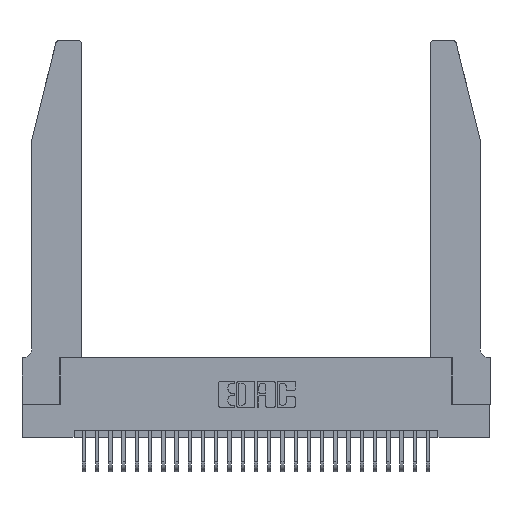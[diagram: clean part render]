
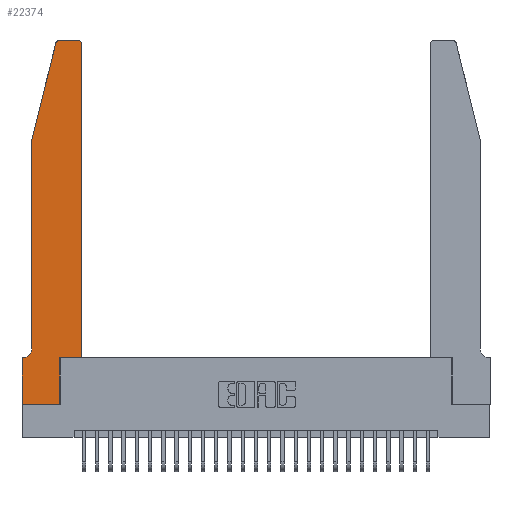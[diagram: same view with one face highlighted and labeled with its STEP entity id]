
A CAD part, top view. The second image highlights one B-rep face of the part: STEP entity #22374.
In plain terms, the highlighted planar face has unit normal (0, 0, 1).
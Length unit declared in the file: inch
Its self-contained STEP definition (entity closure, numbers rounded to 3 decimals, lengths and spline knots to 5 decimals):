
#600 = ORIENTED_EDGE ( 'NONE', *, *, #14111, .T. ) ;
#799 = CARTESIAN_POINT ( 'NONE',  ( 0.4505, 2.72, 0.37 ) ) ;
#932 = CARTESIAN_POINT ( 'NONE',  ( 0.0755, 2., 0.37 ) ) ;
#984 = VERTEX_POINT ( 'NONE', #11961 ) ;
#1058 = DIRECTION ( 'NONE',  ( 0., 0., -1. ) ) ;
#1156 = VERTEX_POINT ( 'NONE', #5512 ) ;
#1706 = DIRECTION ( 'NONE',  ( 0., 1., 0. ) ) ;
#2816 = DIRECTION ( 'NONE',  ( 1., 0., 0. ) ) ;
#2919 = CARTESIAN_POINT ( 'NONE',  ( 0.2865, 0.35, 0.37 ) ) ;
#3361 = VECTOR ( 'NONE', #5320, 39.37008 ) ;
#3792 = FACE_OUTER_BOUND ( 'NONE', #11413, .T. ) ;
#3919 = CIRCLE ( 'NONE', #26286, 0.07 ) ;
#4014 = CARTESIAN_POINT ( 'NONE',  ( 0.4205, 2.72, 0.37 ) ) ;
#4144 = EDGE_CURVE ( 'NONE', #24977, #25134, #11460, .T. ) ;
#4648 = VERTEX_POINT ( 'NONE', #14879 ) ;
#5320 = DIRECTION ( 'NONE',  ( -0.239, -0.971, 0. ) ) ;
#5496 = CARTESIAN_POINT ( 'NONE',  ( 0.284, 2.72, 0.37 ) ) ;
#5512 = CARTESIAN_POINT ( 'NONE',  ( 0., 0., 0.37 ) ) ;
#5814 = CARTESIAN_POINT ( 'NONE',  ( 0.0055, 0.42, 0.37 ) ) ;
#5904 = EDGE_CURVE ( 'NONE', #25134, #12637, #21403, .T. ) ;
#6201 = CARTESIAN_POINT ( 'NONE',  ( 0.4505, 0.35, 0.37 ) ) ;
#6393 = ORIENTED_EDGE ( 'NONE', *, *, #7581, .T. ) ;
#6405 = DIRECTION ( 'NONE',  ( 0., 0., 1. ) ) ;
#7205 = PLANE ( 'NONE',  #13936 ) ;
#7303 = CARTESIAN_POINT ( 'NONE',  ( 0., 0.35, 0.37 ) ) ;
#7420 = EDGE_CURVE ( 'NONE', #12637, #18074, #24844, .T. ) ;
#7581 = EDGE_CURVE ( 'NONE', #28374, #1156, #27346, .T. ) ;
#7674 = CARTESIAN_POINT ( 'NONE',  ( 0., 0.35, 0.37 ) ) ;
#7762 = DIRECTION ( 'NONE',  ( 1., 0., 0. ) ) ;
#7971 = CARTESIAN_POINT ( 'NONE',  ( 0.0755, 2., 0.37 ) ) ;
#8825 = CARTESIAN_POINT ( 'NONE',  ( 0.0755, 0.42, 0.37 ) ) ;
#9133 = VERTEX_POINT ( 'NONE', #26370 ) ;
#9164 = VECTOR ( 'NONE', #26636, 39.37008 ) ;
#9370 = LINE ( 'NONE', #10203, #11547 ) ;
#9584 = LINE ( 'NONE', #11522, #26079 ) ;
#9623 = DIRECTION ( 'NONE',  ( 0., 0., 1. ) ) ;
#10113 = CIRCLE ( 'NONE', #23858, 0.03 ) ;
#10203 = CARTESIAN_POINT ( 'NONE',  ( 0.0755, 0.35, 0.37 ) ) ;
#10503 = VERTEX_POINT ( 'NONE', #20055 ) ;
#10552 = DIRECTION ( 'NONE',  ( 1., 0., 0. ) ) ;
#10640 = CARTESIAN_POINT ( 'NONE',  ( 0.4505, 0.35, 0.37 ) ) ;
#10967 = CARTESIAN_POINT ( 'NONE',  ( 0., 0., 0.37 ) ) ;
#11246 = ORIENTED_EDGE ( 'NONE', *, *, #24967, .T. ) ;
#11413 = EDGE_LOOP ( 'NONE', ( #25992, #12542, #11246, #24365, #600, #13224, #6393, #24563, #25254, #22535, #16273, #23970 ) ) ;
#11460 = LINE ( 'NONE', #6201, #25783 ) ;
#11522 = CARTESIAN_POINT ( 'NONE',  ( 0., 0., 0.37 ) ) ;
#11547 = VECTOR ( 'NONE', #26129, 39.37008 ) ;
#11961 = CARTESIAN_POINT ( 'NONE',  ( 0.25487, 2.72718, 0.37 ) ) ;
#12093 = CARTESIAN_POINT ( 'NONE',  ( 0.284, 2.75, 0.37 ) ) ;
#12506 = AXIS2_PLACEMENT_3D ( 'NONE', #4014, #6405, #10552 ) ;
#12542 = ORIENTED_EDGE ( 'NONE', *, *, #18275, .T. ) ;
#12637 = VERTEX_POINT ( 'NONE', #799 ) ;
#12772 = EDGE_CURVE ( 'NONE', #10503, #23920, #28381, .T. ) ;
#12984 = VECTOR ( 'NONE', #21504, 39.37008 ) ;
#13101 = CARTESIAN_POINT ( 'NONE',  ( 0.2865, 0.35, 0.37 ) ) ;
#13224 = ORIENTED_EDGE ( 'NONE', *, *, #18290, .T. ) ;
#13351 = CARTESIAN_POINT ( 'NONE',  ( 0.4205, 2.75, 0.37 ) ) ;
#13936 = AXIS2_PLACEMENT_3D ( 'NONE', #7303, #9623, #2816 ) ;
#14111 = EDGE_CURVE ( 'NONE', #23920, #9133, #3919, .T. ) ;
#14879 = CARTESIAN_POINT ( 'NONE',  ( 0.2865, 0., 0.37 ) ) ;
#15237 = DIRECTION ( 'NONE',  ( 1., 0., 0. ) ) ;
#15894 = EDGE_CURVE ( 'NONE', #4648, #24977, #23203, .T. ) ;
#15963 = VERTEX_POINT ( 'NONE', #12093 ) ;
#16273 = ORIENTED_EDGE ( 'NONE', *, *, #5904, .T. ) ;
#16328 = EDGE_CURVE ( 'NONE', #1156, #4648, #9584, .T. ) ;
#16583 = VECTOR ( 'NONE', #29455, 39.37008 ) ;
#16601 = EDGE_CURVE ( 'NONE', #18074, #15963, #17798, .T. ) ;
#17136 = DIRECTION ( 'NONE',  ( -1., 0., 0. ) ) ;
#17798 = LINE ( 'NONE', #19696, #24240 ) ;
#18074 = VERTEX_POINT ( 'NONE', #13351 ) ;
#18212 = VECTOR ( 'NONE', #1706, 39.37008 ) ;
#18275 = EDGE_CURVE ( 'NONE', #15963, #984, #10113, .T. ) ;
#18290 = EDGE_CURVE ( 'NONE', #9133, #28374, #9370, .T. ) ;
#19397 = DIRECTION ( 'NONE',  ( 0., 0., 1. ) ) ;
#19594 = DIRECTION ( 'NONE',  ( -1., 0., 0. ) ) ;
#19696 = CARTESIAN_POINT ( 'NONE',  ( 0.2605, 2.75, 0.37 ) ) ;
#20055 = CARTESIAN_POINT ( 'NONE',  ( 0.0755, 2., 0.37 ) ) ;
#21403 = LINE ( 'NONE', #10640, #9164 ) ;
#21504 = DIRECTION ( 'NONE',  ( 0., -1., 0. ) ) ;
#22374 = ADVANCED_FACE ( 'NONE', ( #3792 ), #7205, .T. ) ;
#22535 = ORIENTED_EDGE ( 'NONE', *, *, #4144, .T. ) ;
#23203 = LINE ( 'NONE', #13101, #18212 ) ;
#23858 = AXIS2_PLACEMENT_3D ( 'NONE', #5496, #19397, #7762 ) ;
#23920 = VERTEX_POINT ( 'NONE', #8825 ) ;
#23970 = ORIENTED_EDGE ( 'NONE', *, *, #7420, .T. ) ;
#24240 = VECTOR ( 'NONE', #19594, 39.37008 ) ;
#24365 = ORIENTED_EDGE ( 'NONE', *, *, #12772, .T. ) ;
#24563 = ORIENTED_EDGE ( 'NONE', *, *, #16328, .T. ) ;
#24844 = CIRCLE ( 'NONE', #12506, 0.03 ) ;
#24967 = EDGE_CURVE ( 'NONE', #984, #10503, #27701, .T. ) ;
#24977 = VERTEX_POINT ( 'NONE', #2919 ) ;
#25134 = VERTEX_POINT ( 'NONE', #26421 ) ;
#25254 = ORIENTED_EDGE ( 'NONE', *, *, #15894, .T. ) ;
#25522 = DIRECTION ( 'NONE',  ( 1., 0., 0. ) ) ;
#25783 = VECTOR ( 'NONE', #15237, 39.37008 ) ;
#25992 = ORIENTED_EDGE ( 'NONE', *, *, #16601, .T. ) ;
#26079 = VECTOR ( 'NONE', #25522, 39.37008 ) ;
#26129 = DIRECTION ( 'NONE',  ( -1., 0., 0. ) ) ;
#26286 = AXIS2_PLACEMENT_3D ( 'NONE', #5814, #1058, #17136 ) ;
#26370 = CARTESIAN_POINT ( 'NONE',  ( 0.0055, 0.35, 0.37 ) ) ;
#26421 = CARTESIAN_POINT ( 'NONE',  ( 0.4505, 0.35, 0.37 ) ) ;
#26636 = DIRECTION ( 'NONE',  ( 0., 1., 0. ) ) ;
#27346 = LINE ( 'NONE', #10967, #16583 ) ;
#27701 = LINE ( 'NONE', #932, #3361 ) ;
#28374 = VERTEX_POINT ( 'NONE', #7674 ) ;
#28381 = LINE ( 'NONE', #7971, #12984 ) ;
#29455 = DIRECTION ( 'NONE',  ( 0., -1., 0. ) ) ;
